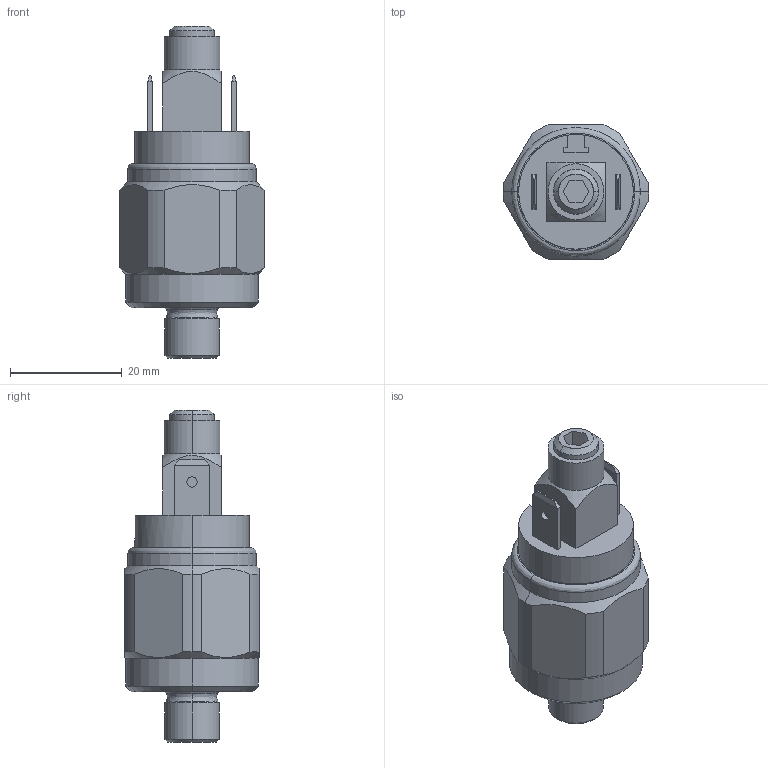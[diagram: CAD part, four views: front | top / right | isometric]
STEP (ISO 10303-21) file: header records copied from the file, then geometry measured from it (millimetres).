
FILE_DESCRIPTION (( 'STEP AP214' ), '1' );
FILE_NAME ('42001021211.STEP', '2018-09-13T06:22:41', ( '' ), ( '' ), 'SwSTEP 2.0', 'SolidWorks 2018', '' );
FILE_SCHEMA (( 'AUTOMOTIVE_DESIGN' ));
Length unit declared in the file: millimetre
Products named in the file (1): 42001021211
Bounding box: 26 x 24 x 59.36 mm (x, y, z)
Surface area: 6743.7 mm2 (no closed solid volume)
Topology: 0 solids, 9 shells, 120 faces, 272 edges, 169 vertices
Faces by surface type: plane 57, cylinder 33, cone 26, bspline 4
Entity records: 5244 total; most frequent: CARTESIAN_POINT 1144, DIRECTION 573, ORIENTED_EDGE 536, EDGE_CURVE 272, AXIS2_PLACEMENT_3D 210, VERTEX_POINT 169, LINE 153, VECTOR 153
